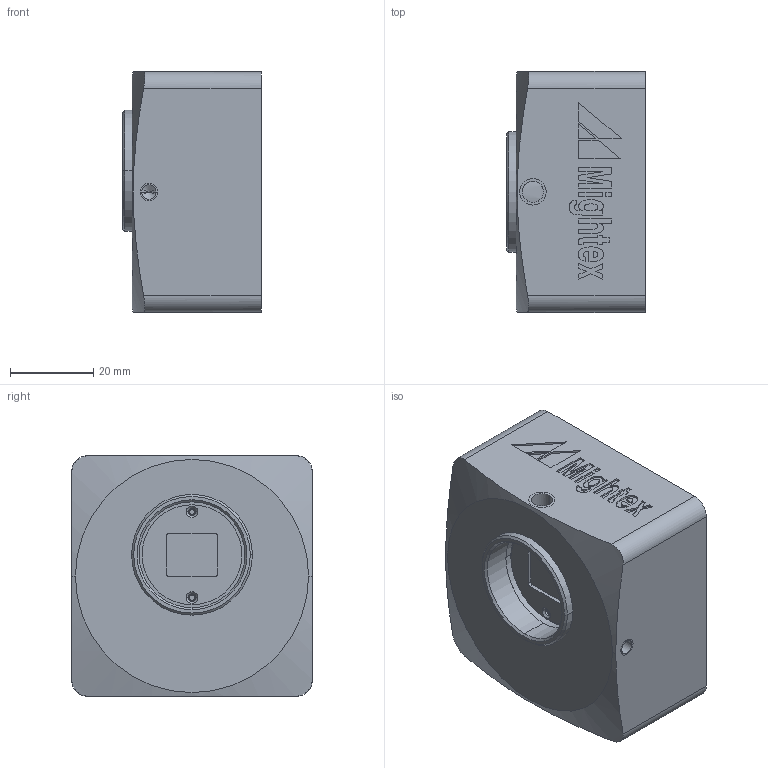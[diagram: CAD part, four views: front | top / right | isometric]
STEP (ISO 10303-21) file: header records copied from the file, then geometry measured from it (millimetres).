
FILE_DESCRIPTION((''),'2;1');
FILE_NAME('101005_01_USB2','2018-01-24T',('zkm'),(''),'PRO/ENGINEER BY PARAMETRIC TECHNOLOGY CORPORATION, 2004110','PRO/ENGINEER BY PARAMETRIC TECHNOLOGY CORPORATION, 2004110','');
FILE_SCHEMA(('CONFIG_CONTROL_DESIGN'));
Length unit declared in the file: millimetre
Products named in the file (1): 101005_01_USB2
Bounding box: 33.3 x 57.8 x 57.8 mm (x, y, z)
Volume: 43814.9 mm3; surface area: 30792.9 mm2
Topology: 2 solids, 18 shells, 448 faces, 1215 edges, 789 vertices
Faces by surface type: plane 201, cylinder 158, extrusion 53, cone 34, torus 2
Entity records: 14457 total; most frequent: CARTESIAN_POINT 3044, ORIENTED_EDGE 2342, DIRECTION 2315, EDGE_CURVE 1201, VERTEX_POINT 789, AXIS2_PLACEMENT_3D 785, VECTOR 745, LINE 692
